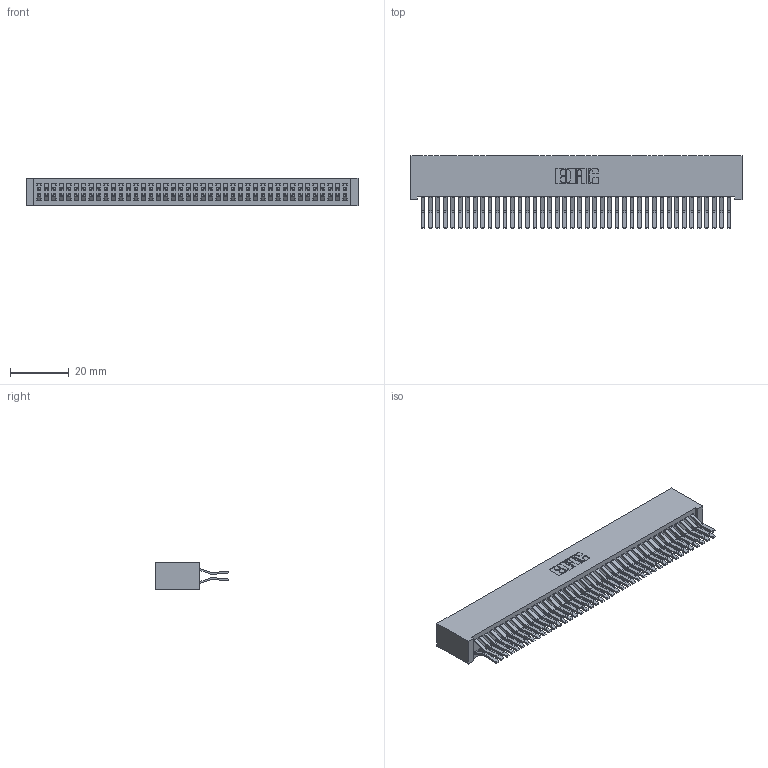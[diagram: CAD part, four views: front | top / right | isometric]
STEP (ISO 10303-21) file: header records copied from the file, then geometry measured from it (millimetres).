
FILE_DESCRIPTION (( 'STEP AP203' ), '1' );
FILE_NAME ('342-084-560-201.STEP', '2019-10-04T12:54:40', ( '' ), ( '' ), 'SwSTEP 2.0', 'SolidWorks 2016', '' );
FILE_SCHEMA (( 'CONFIG_CONTROL_DESIGN' ));
Length unit declared in the file: inch
Products named in the file (3): 342 Part_Lugless; 345-292-001_560 Tail; 342-084-560-201
Assembly tree (85 placements, depth 2):
  342-084-560-201
    342 Part_Lugless
    345-292-001_560 Tail  x84
Bounding box: 112.93 x 24.78 x 9.4 mm (x, y, z)
Volume: 11137.6 mm3; surface area: 19897.8 mm2
Topology: 85 solids, 85 shells, 4638 faces, 13799 edges, 9086 vertices
Faces by surface type: plane 3086, cylinder 1552
Entity records: 26699 total; most frequent: CARTESIAN_POINT 4422, ORIENTED_EDGE 4358, DIRECTION 3775, EDGE_CURVE 2179, LINE 2055, VECTOR 2055, VERTEX_POINT 1450, AXIS2_PLACEMENT_3D 860
